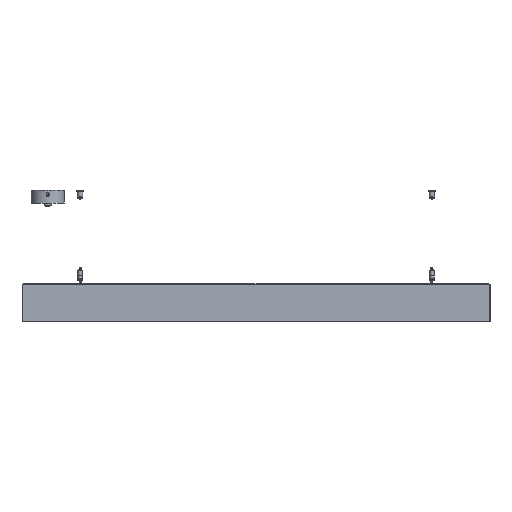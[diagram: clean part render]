
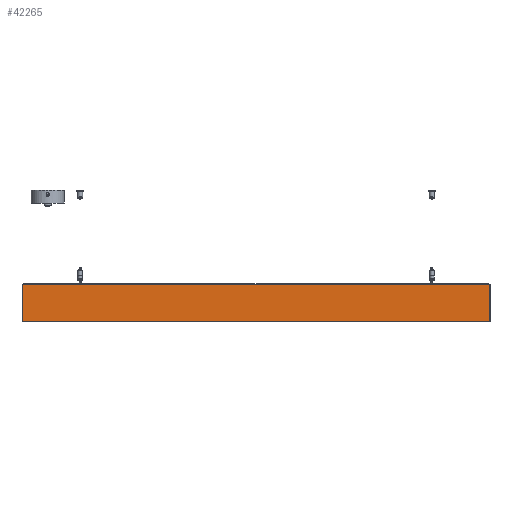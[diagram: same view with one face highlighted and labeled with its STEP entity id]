
A CAD part, left-side view. The second image highlights one B-rep face of the part: STEP entity #42265.
In plain terms, the highlighted planar face has unit normal (-1, 0, 0).
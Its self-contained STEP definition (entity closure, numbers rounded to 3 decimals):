
#1557=PLANE('',#46837);
#4360=FACE_OUTER_BOUND('',#6858,.T.);
#6858=EDGE_LOOP('',(#36683,#36684,#36685,#36686));
#8571=LINE('',#65443,#11763);
#9380=LINE('',#73042,#12572);
#10156=LINE('',#81472,#13348);
#10157=LINE('',#81474,#13349);
#11763=VECTOR('',#51039,10.);
#12572=VECTOR('',#54756,10.);
#13348=VECTOR('',#58244,10.);
#13349=VECTOR('',#58247,10.);
#17471=VERTEX_POINT('',#65440);
#17472=VERTEX_POINT('',#65442);
#18621=VERTEX_POINT('',#73039);
#18622=VERTEX_POINT('',#73041);
#21949=EDGE_CURVE('',#17471,#17472,#8571,.T.);
#23777=EDGE_CURVE('',#18621,#18622,#9380,.T.);
#25574=EDGE_CURVE('',#17472,#18621,#10156,.T.);
#25575=EDGE_CURVE('',#17471,#18622,#10157,.T.);
#36683=ORIENTED_EDGE('',*,*,#25574,.F.);
#36684=ORIENTED_EDGE('',*,*,#21949,.F.);
#36685=ORIENTED_EDGE('',*,*,#25575,.T.);
#36686=ORIENTED_EDGE('',*,*,#23777,.F.);
#42265=ADVANCED_FACE('',(#4360),#1557,.T.);
#46837=AXIS2_PLACEMENT_3D('',#81473,#58245,#58246);
#51039=DIRECTION('',(0.,0.,1.));
#54756=DIRECTION('',(0.,0.,-1.));
#58244=DIRECTION('',(0.,-1.,0.));
#58245=DIRECTION('center_axis',(-1.,0.,0.));
#58246=DIRECTION('ref_axis',(0.,0.,1.));
#58247=DIRECTION('',(0.,-1.,0.));
#65440=CARTESIAN_POINT('',(-38.,563.25,-79.8));
#65442=CARTESIAN_POINT('',(-38.,563.25,9.7));
#65443=CARTESIAN_POINT('',(-38.,563.25,9.7));
#73039=CARTESIAN_POINT('',(-38.,-563.25,9.7));
#73041=CARTESIAN_POINT('',(-38.,-563.25,-79.8));
#73042=CARTESIAN_POINT('',(-38.,-563.25,9.7));
#81472=CARTESIAN_POINT('',(-38.,0.,9.7));
#81473=CARTESIAN_POINT('Origin',(-38.,0.,-79.8));
#81474=CARTESIAN_POINT('',(-38.,0.,-79.8));
